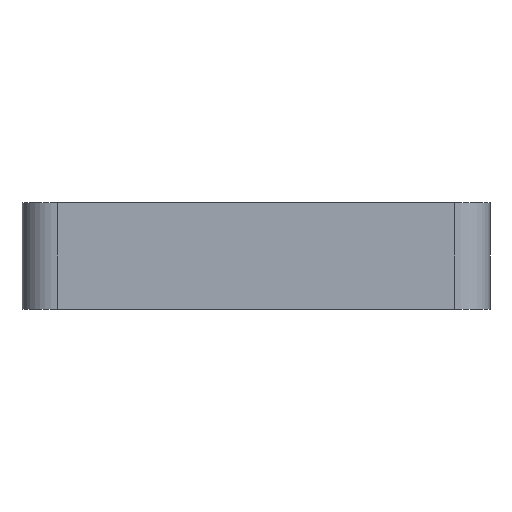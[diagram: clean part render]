
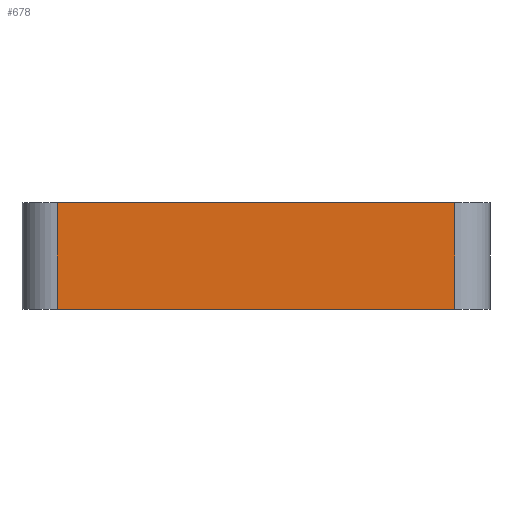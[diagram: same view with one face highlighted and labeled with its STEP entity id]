
A CAD part, front view. The second image highlights one B-rep face of the part: STEP entity #678.
In plain terms, the highlighted planar face has unit normal (0, -1, 0).
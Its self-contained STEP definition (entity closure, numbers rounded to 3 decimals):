
#19 = LINE ( 'NONE', #549, #875 ) ;
#76 = EDGE_LOOP ( 'NONE', ( #541, #94, #123, #320 ) ) ;
#86 = CARTESIAN_POINT ( 'NONE',  ( 0., 0., 0. ) ) ;
#94 = ORIENTED_EDGE ( 'NONE', *, *, #654, .T. ) ;
#112 = VECTOR ( 'NONE', #614, 1000. ) ;
#121 = VECTOR ( 'NONE', #790, 1000. ) ;
#123 = ORIENTED_EDGE ( 'NONE', *, *, #734, .T. ) ;
#129 = CARTESIAN_POINT ( 'NONE',  ( -61., 0., 0. ) ) ;
#144 = VERTEX_POINT ( 'NONE', #420 ) ;
#162 = VERTEX_POINT ( 'NONE', #645 ) ;
#189 = EDGE_CURVE ( 'NONE', #162, #842, #571, .T. ) ;
#228 = VERTEX_POINT ( 'NONE', #129 ) ;
#252 = DIRECTION ( 'NONE',  ( 0., 0., 1. ) ) ;
#290 = CARTESIAN_POINT ( 'NONE',  ( -5., 0., 15. ) ) ;
#320 = ORIENTED_EDGE ( 'NONE', *, *, #643, .T. ) ;
#321 = LINE ( 'NONE', #400, #112 ) ;
#400 = CARTESIAN_POINT ( 'NONE',  ( -61., 0., 15. ) ) ;
#407 = PLANE ( 'NONE',  #936 ) ;
#420 = CARTESIAN_POINT ( 'NONE',  ( -5., 0., 0. ) ) ;
#422 = FACE_OUTER_BOUND ( 'NONE', #76, .T. ) ;
#440 = DIRECTION ( 'NONE',  ( 0., 0., 1. ) ) ;
#495 = CARTESIAN_POINT ( 'NONE',  ( 0., 0., 15. ) ) ;
#499 = DIRECTION ( 'NONE',  ( 1., 0., 0. ) ) ;
#541 = ORIENTED_EDGE ( 'NONE', *, *, #189, .F. ) ;
#549 = CARTESIAN_POINT ( 'NONE',  ( -5., 0., 15. ) ) ;
#571 = LINE ( 'NONE', #495, #900 ) ;
#614 = DIRECTION ( 'NONE',  ( 0., 0., -1. ) ) ;
#643 = EDGE_CURVE ( 'NONE', #144, #842, #19, .T. ) ;
#645 = CARTESIAN_POINT ( 'NONE',  ( -61., 0., 15. ) ) ;
#654 = EDGE_CURVE ( 'NONE', #162, #228, #321, .T. ) ;
#665 = LINE ( 'NONE', #86, #121 ) ;
#678 = ADVANCED_FACE ( 'NONE', ( #422 ), #407, .F. ) ;
#721 = DIRECTION ( 'NONE',  ( 0., 1., 0. ) ) ;
#734 = EDGE_CURVE ( 'NONE', #228, #144, #665, .T. ) ;
#790 = DIRECTION ( 'NONE',  ( 1., 0., 0. ) ) ;
#842 = VERTEX_POINT ( 'NONE', #290 ) ;
#870 = CARTESIAN_POINT ( 'NONE',  ( 0., 0., 15. ) ) ;
#875 = VECTOR ( 'NONE', #252, 1000. ) ;
#900 = VECTOR ( 'NONE', #499, 1000. ) ;
#936 = AXIS2_PLACEMENT_3D ( 'NONE', #870, #721, #440 ) ;
